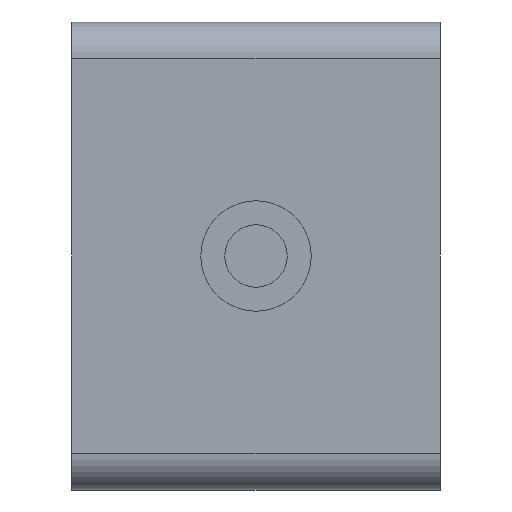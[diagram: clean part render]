
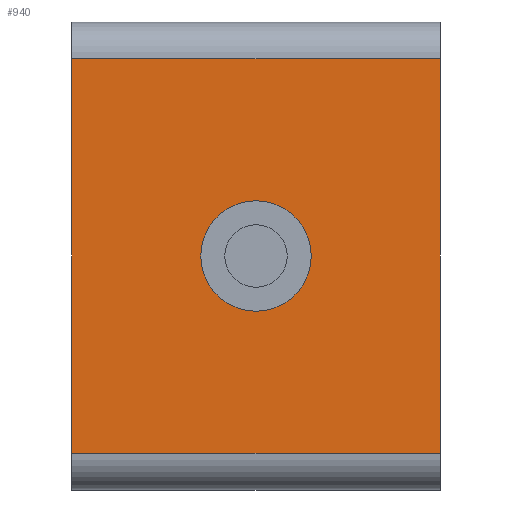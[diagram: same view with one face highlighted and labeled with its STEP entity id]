
A CAD part, front view. The second image highlights one B-rep face of the part: STEP entity #940.
In plain terms, the highlighted planar face has unit normal (0, -1, 0).
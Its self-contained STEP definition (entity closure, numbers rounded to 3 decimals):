
#83=FACE_BOUND('',#216,.T.);
#104=PLANE('',#1081);
#144=FACE_OUTER_BOUND('',#215,.T.);
#215=EDGE_LOOP('',(#767,#768,#769,#770));
#216=EDGE_LOOP('',(#771));
#295=LINE('',#1610,#360);
#296=LINE('',#1613,#361);
#297=LINE('',#1615,#362);
#298=LINE('',#1616,#363);
#360=VECTOR('',#1300,10.);
#361=VECTOR('',#1303,10.);
#362=VECTOR('',#1304,10.);
#363=VECTOR('',#1305,10.);
#402=CIRCLE('',#1070,2.54);
#468=VERTEX_POINT('',#1557);
#485=VERTEX_POINT('',#1606);
#486=VERTEX_POINT('',#1608);
#487=VERTEX_POINT('',#1612);
#488=VERTEX_POINT('',#1614);
#568=EDGE_CURVE('',#468,#468,#402,.T.);
#593=EDGE_CURVE('',#485,#486,#295,.T.);
#594=EDGE_CURVE('',#485,#487,#296,.T.);
#595=EDGE_CURVE('',#488,#486,#297,.T.);
#596=EDGE_CURVE('',#487,#488,#298,.T.);
#767=ORIENTED_EDGE('',*,*,#594,.F.);
#768=ORIENTED_EDGE('',*,*,#593,.T.);
#769=ORIENTED_EDGE('',*,*,#595,.F.);
#770=ORIENTED_EDGE('',*,*,#596,.F.);
#771=ORIENTED_EDGE('',*,*,#568,.T.);
#940=ADVANCED_FACE('',(#144,#83),#104,.T.);
#1070=AXIS2_PLACEMENT_3D('',#1559,#1256,#1257);
#1081=AXIS2_PLACEMENT_3D('',#1611,#1301,#1302);
#1256=DIRECTION('center_axis',(0.,1.,0.));
#1257=DIRECTION('ref_axis',(1.,0.,0.));
#1300=DIRECTION('',(1.,0.,0.));
#1301=DIRECTION('center_axis',(0.,-1.,0.));
#1302=DIRECTION('ref_axis',(0.,0.,-1.));
#1303=DIRECTION('',(0.,0.,1.));
#1304=DIRECTION('',(0.,0.,-1.));
#1305=DIRECTION('',(1.,0.,0.));
#1557=CARTESIAN_POINT('',(12.446,-64.008,19.05));
#1559=CARTESIAN_POINT('Origin',(14.986,-64.008,19.05));
#1606=CARTESIAN_POINT('',(0.,-64.008,2.977));
#1608=CARTESIAN_POINT('',(29.972,-64.008,2.977));
#1610=CARTESIAN_POINT('',(0.,-64.008,2.977));
#1611=CARTESIAN_POINT('Origin',(0.,-64.008,35.123));
#1612=CARTESIAN_POINT('',(0.,-64.008,35.123));
#1613=CARTESIAN_POINT('',(0.,-64.008,2.977));
#1614=CARTESIAN_POINT('',(29.972,-64.008,35.123));
#1615=CARTESIAN_POINT('',(29.972,-64.008,2.977));
#1616=CARTESIAN_POINT('',(0.,-64.008,35.123));
